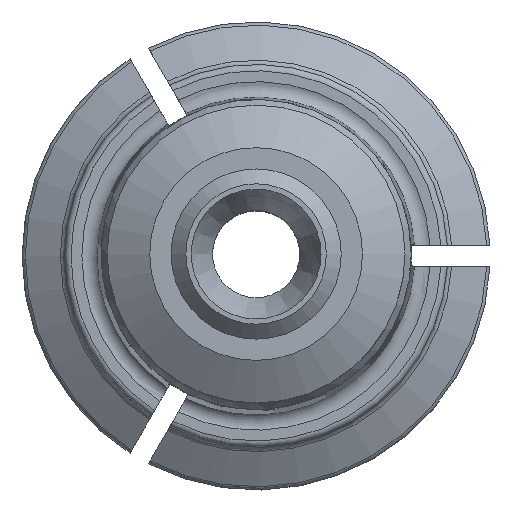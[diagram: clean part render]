
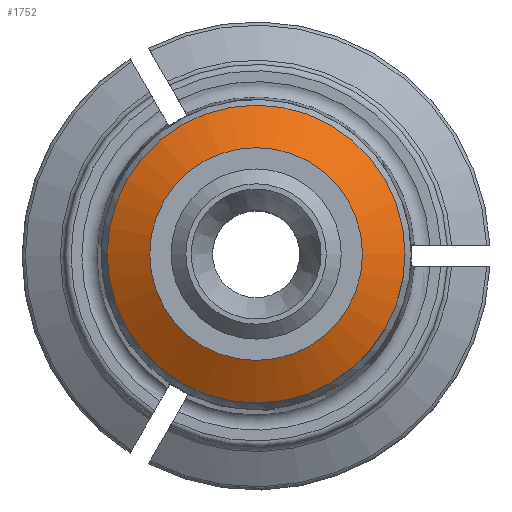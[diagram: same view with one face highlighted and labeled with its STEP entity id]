
A CAD part, top view. The second image highlights one B-rep face of the part: STEP entity #1752.
In plain terms, the highlighted conical face has half-angle 60 degrees and reference radius 7 mm.
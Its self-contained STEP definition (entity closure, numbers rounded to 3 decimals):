
#591=ORIENTED_EDGE('',*,*,#782,.F.);
#592=ORIENTED_EDGE('',*,*,#781,.T.);
#781=EDGE_CURVE('',#914,#914,#993,.T.);
#782=EDGE_CURVE('',#915,#915,#994,.T.);
#914=VERTEX_POINT('',#2958);
#915=VERTEX_POINT('',#2961);
#993=CIRCLE('',#1912,7.);
#994=CIRCLE('',#1914,5.);
#1096=EDGE_LOOP('',(#591));
#1097=EDGE_LOOP('',(#592));
#1202=FACE_BOUND('',#1096,.T.);
#1203=FACE_BOUND('',#1097,.T.);
#1225=CONICAL_SURFACE('',#1913,7.,1.047);
#1752=ADVANCED_FACE('',(#1202,#1203),#1225,.T.);
#1912=AXIS2_PLACEMENT_3D('',#2957,#2256,#2257);
#1913=AXIS2_PLACEMENT_3D('',#2959,#2258,#2259);
#1914=AXIS2_PLACEMENT_3D('',#2960,#2260,#2261);
#2256=DIRECTION('',(0.,0.,1.));
#2257=DIRECTION('',(1.,0.,0.));
#2258=DIRECTION('',(0.,0.,-1.));
#2259=DIRECTION('',(-1.,0.,0.));
#2260=DIRECTION('',(0.,0.,1.));
#2261=DIRECTION('',(1.,0.,0.));
#2957=CARTESIAN_POINT('',(0.,0.,53.345));
#2958=CARTESIAN_POINT('',(7.,0.,53.345));
#2959=CARTESIAN_POINT('',(0.,0.,53.345));
#2960=CARTESIAN_POINT('',(0.,0.,54.5));
#2961=CARTESIAN_POINT('',(5.,0.,54.5));
